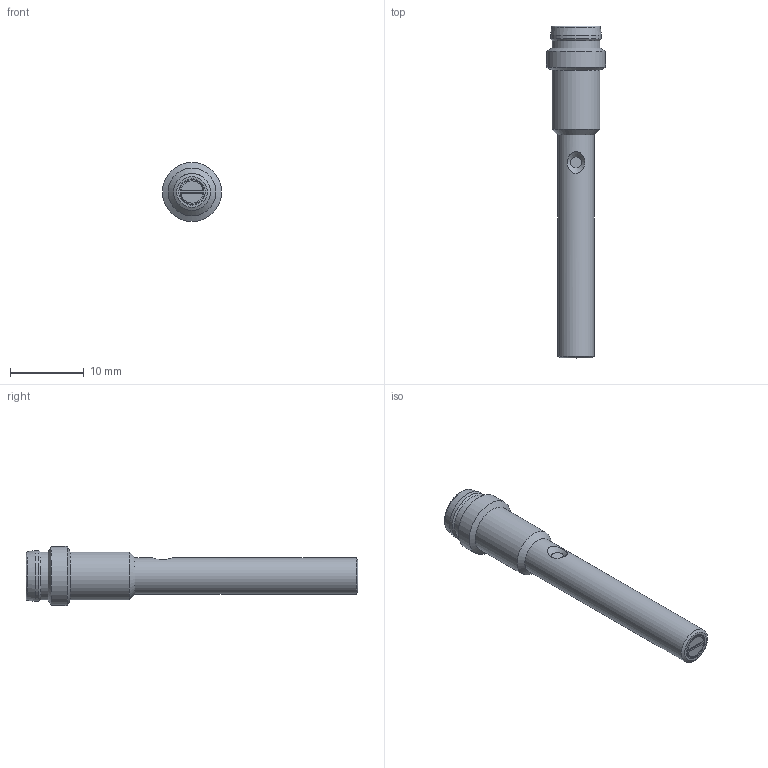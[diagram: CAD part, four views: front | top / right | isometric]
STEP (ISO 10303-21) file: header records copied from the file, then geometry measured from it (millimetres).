
FILE_DESCRIPTION (( 'STEP AP214' ), '1' );
FILE_NAME ('C5R-AP-1F.STEP', '2018-04-18T18:54:17', ( '' ), ( '' ), 'SwSTEP 2.0', 'SolidWorks 2017', '' );
FILE_SCHEMA (( 'AUTOMOTIVE_DESIGN' ));
Length unit declared in the file: inch
Products named in the file (1): C5R-AP-1F
Bounding box: 8 x 45 x 8 mm (x, y, z)
Volume: 862.1 mm3; surface area: 1098.8 mm2
Topology: 4 solids, 4 shells, 33 faces, 84 edges, 59 vertices
Faces by surface type: plane 12, cylinder 9, cone 8, bspline 4
Full cylindrical faces by diameter (mm): 1 x3, 5 x1, 5.8 x1, 6.5 x2, 6.9 x1, 8 x1
Entity records: 1217 total; most frequent: CARTESIAN_POINT 542, DIRECTION 121, ORIENTED_EDGE 90, EDGE_LOOP 57, AXIS2_PLACEMENT_3D 55, EDGE_CURVE 45, VERTEX_POINT 44, FACE_OUTER_BOUND 43
